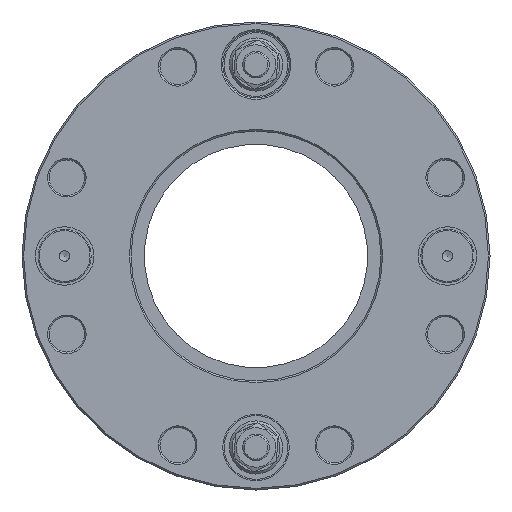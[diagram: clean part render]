
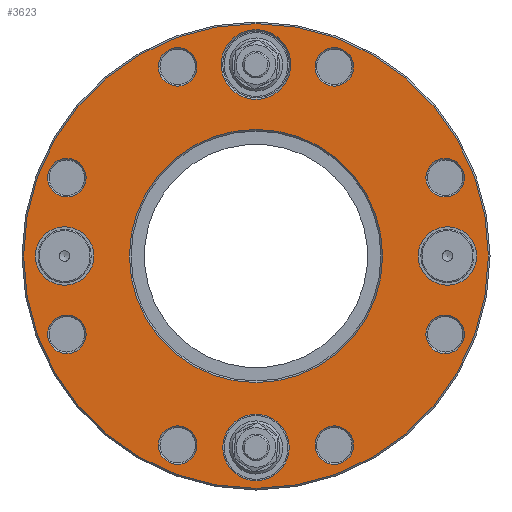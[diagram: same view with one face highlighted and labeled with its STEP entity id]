
A CAD part, front view. The second image highlights one B-rep face of the part: STEP entity #3623.
In plain terms, the highlighted planar face has unit normal (0, -1, 0).
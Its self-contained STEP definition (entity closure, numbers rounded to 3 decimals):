
#176=PLANE('',#3956);
#733=ORIENTED_EDGE('',*,*,#1040,.T.);
#734=ORIENTED_EDGE('',*,*,#1041,.F.);
#735=ORIENTED_EDGE('',*,*,#1042,.T.);
#736=ORIENTED_EDGE('',*,*,#1025,.T.);
#737=ORIENTED_EDGE('',*,*,#1024,.T.);
#738=ORIENTED_EDGE('',*,*,#1022,.T.);
#739=ORIENTED_EDGE('',*,*,#1020,.T.);
#740=ORIENTED_EDGE('',*,*,#1018,.T.);
#741=ORIENTED_EDGE('',*,*,#1016,.T.);
#742=ORIENTED_EDGE('',*,*,#1030,.T.);
#743=ORIENTED_EDGE('',*,*,#1028,.T.);
#744=ORIENTED_EDGE('',*,*,#1014,.T.);
#745=ORIENTED_EDGE('',*,*,#1012,.T.);
#746=ORIENTED_EDGE('',*,*,#1010,.T.);
#1010=EDGE_CURVE('',#1238,#1238,#1418,.F.);
#1012=EDGE_CURVE('',#1240,#1240,#1420,.F.);
#1014=EDGE_CURVE('',#1242,#1242,#1422,.F.);
#1016=EDGE_CURVE('',#1244,#1244,#1424,.F.);
#1018=EDGE_CURVE('',#1246,#1246,#1426,.F.);
#1020=EDGE_CURVE('',#1248,#1248,#1428,.F.);
#1022=EDGE_CURVE('',#1250,#1250,#1430,.F.);
#1024=EDGE_CURVE('',#1252,#1252,#1432,.T.);
#1025=EDGE_CURVE('',#1253,#1253,#1433,.F.);
#1028=EDGE_CURVE('',#1256,#1256,#1436,.F.);
#1030=EDGE_CURVE('',#1258,#1258,#1438,.F.);
#1040=EDGE_CURVE('',#1268,#1268,#1448,.F.);
#1041=EDGE_CURVE('',#1269,#1269,#1449,.T.);
#1042=EDGE_CURVE('',#1270,#1270,#1450,.F.);
#1238=VERTEX_POINT('',#5447);
#1240=VERTEX_POINT('',#5452);
#1242=VERTEX_POINT('',#5457);
#1244=VERTEX_POINT('',#5462);
#1246=VERTEX_POINT('',#5467);
#1248=VERTEX_POINT('',#5472);
#1250=VERTEX_POINT('',#5477);
#1252=VERTEX_POINT('',#5482);
#1253=VERTEX_POINT('',#5485);
#1256=VERTEX_POINT('',#5492);
#1258=VERTEX_POINT('',#5497);
#1268=VERTEX_POINT('',#5527);
#1269=VERTEX_POINT('',#5529);
#1270=VERTEX_POINT('',#5531);
#1418=CIRCLE('',#3907,3.624);
#1420=CIRCLE('',#3910,3.624);
#1422=CIRCLE('',#3913,3.624);
#1424=CIRCLE('',#3916,3.624);
#1426=CIRCLE('',#3919,3.624);
#1428=CIRCLE('',#3922,3.624);
#1430=CIRCLE('',#3925,6.55);
#1432=CIRCLE('',#3928,43.7);
#1433=CIRCLE('',#3930,23.8);
#1436=CIRCLE('',#3934,3.624);
#1438=CIRCLE('',#3937,3.624);
#1448=CIRCLE('',#3957,5.5);
#1449=CIRCLE('',#3958,6.25);
#1450=CIRCLE('',#3959,5.5);
#1769=EDGE_LOOP('',(#733));
#1770=EDGE_LOOP('',(#734));
#1771=EDGE_LOOP('',(#735));
#1772=EDGE_LOOP('',(#736));
#1773=EDGE_LOOP('',(#737));
#1774=EDGE_LOOP('',(#738));
#1775=EDGE_LOOP('',(#739));
#1776=EDGE_LOOP('',(#740));
#1777=EDGE_LOOP('',(#741));
#1778=EDGE_LOOP('',(#742));
#1779=EDGE_LOOP('',(#743));
#1780=EDGE_LOOP('',(#744));
#1781=EDGE_LOOP('',(#745));
#1782=EDGE_LOOP('',(#746));
#2143=FACE_BOUND('',#1769,.T.);
#2144=FACE_BOUND('',#1770,.T.);
#2145=FACE_BOUND('',#1771,.T.);
#2146=FACE_BOUND('',#1772,.T.);
#2147=FACE_BOUND('',#1773,.T.);
#2148=FACE_BOUND('',#1774,.T.);
#2149=FACE_BOUND('',#1775,.T.);
#2150=FACE_BOUND('',#1776,.T.);
#2151=FACE_BOUND('',#1777,.T.);
#2152=FACE_BOUND('',#1778,.T.);
#2153=FACE_BOUND('',#1779,.T.);
#2154=FACE_BOUND('',#1780,.T.);
#2155=FACE_BOUND('',#1781,.T.);
#2156=FACE_BOUND('',#1782,.T.);
#3623=ADVANCED_FACE('',(#2143,#2144,#2145,#2146,#2147,#2148,#2149,#2150,
#2151,#2152,#2153,#2154,#2155,#2156),#176,.T.);
#3907=AXIS2_PLACEMENT_3D('',#5446,#4545,#4546);
#3910=AXIS2_PLACEMENT_3D('',#5451,#4551,#4552);
#3913=AXIS2_PLACEMENT_3D('',#5456,#4557,#4558);
#3916=AXIS2_PLACEMENT_3D('',#5461,#4563,#4564);
#3919=AXIS2_PLACEMENT_3D('',#5466,#4569,#4570);
#3922=AXIS2_PLACEMENT_3D('',#5471,#4575,#4576);
#3925=AXIS2_PLACEMENT_3D('',#5476,#4581,#4582);
#3928=AXIS2_PLACEMENT_3D('',#5481,#4587,#4588);
#3930=AXIS2_PLACEMENT_3D('',#5484,#4591,#4592);
#3934=AXIS2_PLACEMENT_3D('',#5491,#4599,#4600);
#3937=AXIS2_PLACEMENT_3D('',#5496,#4605,#4606);
#3956=AXIS2_PLACEMENT_3D('',#5525,#4643,#4644);
#3957=AXIS2_PLACEMENT_3D('',#5526,#4645,#4646);
#3958=AXIS2_PLACEMENT_3D('',#5528,#4647,#4648);
#3959=AXIS2_PLACEMENT_3D('',#5530,#4649,#4650);
#4545=DIRECTION('',(0.,-1.,0.));
#4546=DIRECTION('',(0.,0.,-1.));
#4551=DIRECTION('',(0.,-1.,0.));
#4552=DIRECTION('',(0.,0.,-1.));
#4557=DIRECTION('',(0.,-1.,0.));
#4558=DIRECTION('',(0.,0.,-1.));
#4563=DIRECTION('',(0.,-1.,0.));
#4564=DIRECTION('',(0.,0.,-1.));
#4569=DIRECTION('',(0.,-1.,0.));
#4570=DIRECTION('',(0.,0.,-1.));
#4575=DIRECTION('',(0.,-1.,0.));
#4576=DIRECTION('',(0.,0.,-1.));
#4581=DIRECTION('',(0.,-1.,0.));
#4582=DIRECTION('',(0.,0.,-1.));
#4587=DIRECTION('',(0.,-1.,0.));
#4588=DIRECTION('',(0.,0.,-1.));
#4591=DIRECTION('',(0.,-1.,0.));
#4592=DIRECTION('',(0.,0.,-1.));
#4599=DIRECTION('',(0.,-1.,0.));
#4600=DIRECTION('',(0.,0.,-1.));
#4605=DIRECTION('',(0.,-1.,0.));
#4606=DIRECTION('',(0.,0.,-1.));
#4643=DIRECTION('',(0.,-1.,0.));
#4644=DIRECTION('',(0.,0.,-1.));
#4645=DIRECTION('',(0.,-1.,0.));
#4646=DIRECTION('',(0.,0.,1.));
#4647=DIRECTION('',(0.,-1.,0.));
#4648=DIRECTION('',(0.,0.,-1.));
#4649=DIRECTION('',(0.,-1.,0.));
#4650=DIRECTION('',(0.,0.,-1.));
#5446=CARTESIAN_POINT('',(-35.569,0.,14.733));
#5447=CARTESIAN_POINT('',(-35.569,0.,11.11));
#5451=CARTESIAN_POINT('',(-14.733,0.,35.569));
#5452=CARTESIAN_POINT('',(-14.733,0.,31.946));
#5456=CARTESIAN_POINT('',(14.733,0.,35.569));
#5457=CARTESIAN_POINT('',(14.733,0.,31.946));
#5461=CARTESIAN_POINT('',(14.733,0.,-35.569));
#5462=CARTESIAN_POINT('',(14.733,0.,-39.193));
#5466=CARTESIAN_POINT('',(-14.733,0.,-35.569));
#5467=CARTESIAN_POINT('',(-14.733,0.,-39.193));
#5471=CARTESIAN_POINT('',(-35.569,0.,-14.733));
#5472=CARTESIAN_POINT('',(-35.569,0.,-18.357));
#5476=CARTESIAN_POINT('',(0.,0.,36.));
#5477=CARTESIAN_POINT('',(0.,0.,29.45));
#5481=CARTESIAN_POINT('',(0.,0.,0.));
#5482=CARTESIAN_POINT('',(0.,0.,-43.7));
#5484=CARTESIAN_POINT('',(0.,0.,0.));
#5485=CARTESIAN_POINT('',(0.,0.,-23.8));
#5491=CARTESIAN_POINT('',(35.569,0.,14.733));
#5492=CARTESIAN_POINT('',(35.569,0.,11.11));
#5496=CARTESIAN_POINT('',(35.569,0.,-14.733));
#5497=CARTESIAN_POINT('',(35.569,0.,-18.357));
#5525=CARTESIAN_POINT('',(0.,0.,0.));
#5526=CARTESIAN_POINT('',(-36.,0.,0.));
#5527=CARTESIAN_POINT('',(-36.,0.,5.5));
#5528=CARTESIAN_POINT('',(0.,0.,-36.));
#5529=CARTESIAN_POINT('',(0.,0.,-42.25));
#5530=CARTESIAN_POINT('',(36.,0.,0.));
#5531=CARTESIAN_POINT('',(36.,0.,-5.5));
